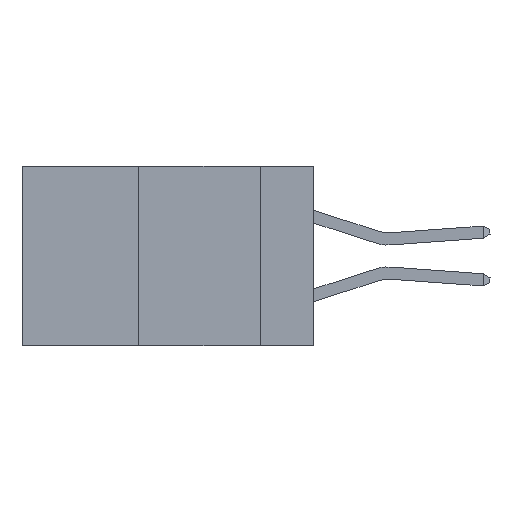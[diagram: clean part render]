
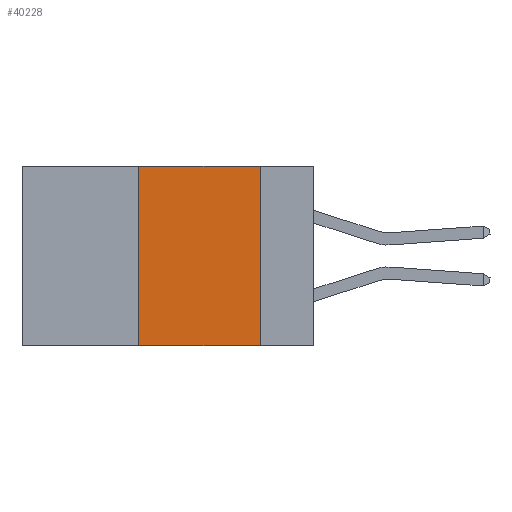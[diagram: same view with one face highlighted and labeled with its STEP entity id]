
A CAD part, left-side view. The second image highlights one B-rep face of the part: STEP entity #40228.
In plain terms, the highlighted planar face has unit normal (-1, 0, 0).
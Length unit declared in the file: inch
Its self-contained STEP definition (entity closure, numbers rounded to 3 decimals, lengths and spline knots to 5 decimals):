
#271 = CARTESIAN_POINT ( 'NONE',  ( 0., 0.6, 0. ) ) ;
#1885 = FACE_OUTER_BOUND ( 'NONE', #18057, .T. ) ;
#2259 = DIRECTION ( 'NONE',  ( 0., -1., 0. ) ) ;
#2607 = CARTESIAN_POINT ( 'NONE',  ( 0., 0.36, -0.37 ) ) ;
#3622 = DIRECTION ( 'NONE',  ( 0., 0., -1. ) ) ;
#3905 = PLANE ( 'NONE',  #23965 ) ;
#4426 = VECTOR ( 'NONE', #13702, 39.37008 ) ;
#6385 = LINE ( 'NONE', #10246, #4426 ) ;
#10153 = CARTESIAN_POINT ( 'NONE',  ( 0., 0.11, -0.37 ) ) ;
#10246 = CARTESIAN_POINT ( 'NONE',  ( 0., 0.11, 0. ) ) ;
#10679 = ORIENTED_EDGE ( 'NONE', *, *, #10720, .F. ) ;
#10720 = EDGE_CURVE ( 'NONE', #17722, #12137, #26399, .T. ) ;
#12137 = VERTEX_POINT ( 'NONE', #25258 ) ;
#12141 = LINE ( 'NONE', #31068, #23033 ) ;
#12370 = EDGE_CURVE ( 'NONE', #12137, #37613, #6385, .T. ) ;
#13702 = DIRECTION ( 'NONE',  ( 0., 0., -1. ) ) ;
#15630 = LINE ( 'NONE', #31298, #25493 ) ;
#16570 = DIRECTION ( 'NONE',  ( 1., 0., 0. ) ) ;
#17722 = VERTEX_POINT ( 'NONE', #25932 ) ;
#18057 = EDGE_LOOP ( 'NONE', ( #21310, #10679, #20274, #33724 ) ) ;
#19113 = VERTEX_POINT ( 'NONE', #2607 ) ;
#20274 = ORIENTED_EDGE ( 'NONE', *, *, #35816, .F. ) ;
#21310 = ORIENTED_EDGE ( 'NONE', *, *, #12370, .F. ) ;
#22142 = DIRECTION ( 'NONE',  ( 0., 0., 1. ) ) ;
#23033 = VECTOR ( 'NONE', #31351, 39.37008 ) ;
#23965 = AXIS2_PLACEMENT_3D ( 'NONE', #271, #16570, #3622 ) ;
#24215 = CARTESIAN_POINT ( 'NONE',  ( 0., 0.6, 0. ) ) ;
#25258 = CARTESIAN_POINT ( 'NONE',  ( 0., 0.11, 0. ) ) ;
#25493 = VECTOR ( 'NONE', #22142, 39.37008 ) ;
#25932 = CARTESIAN_POINT ( 'NONE',  ( 0., 0.36, 0. ) ) ;
#26399 = LINE ( 'NONE', #24215, #27684 ) ;
#27684 = VECTOR ( 'NONE', #2259, 39.37008 ) ;
#31068 = CARTESIAN_POINT ( 'NONE',  ( 0., 0.6, -0.37 ) ) ;
#31298 = CARTESIAN_POINT ( 'NONE',  ( 0., 0.36, 0. ) ) ;
#31351 = DIRECTION ( 'NONE',  ( 0., -1., 0. ) ) ;
#33724 = ORIENTED_EDGE ( 'NONE', *, *, #35190, .T. ) ;
#35190 = EDGE_CURVE ( 'NONE', #19113, #37613, #12141, .T. ) ;
#35816 = EDGE_CURVE ( 'NONE', #19113, #17722, #15630, .T. ) ;
#37613 = VERTEX_POINT ( 'NONE', #10153 ) ;
#40228 = ADVANCED_FACE ( 'NONE', ( #1885 ), #3905, .F. ) ;
